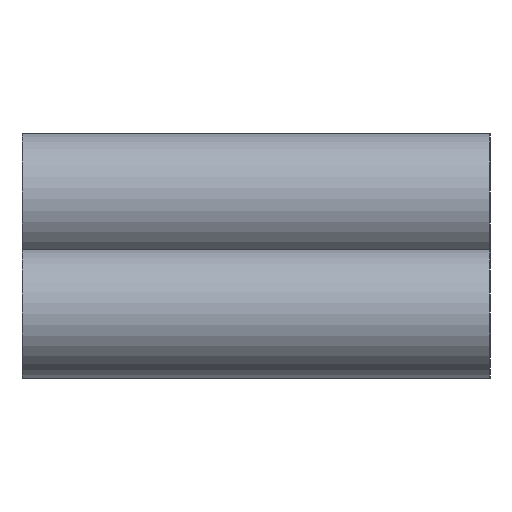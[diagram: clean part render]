
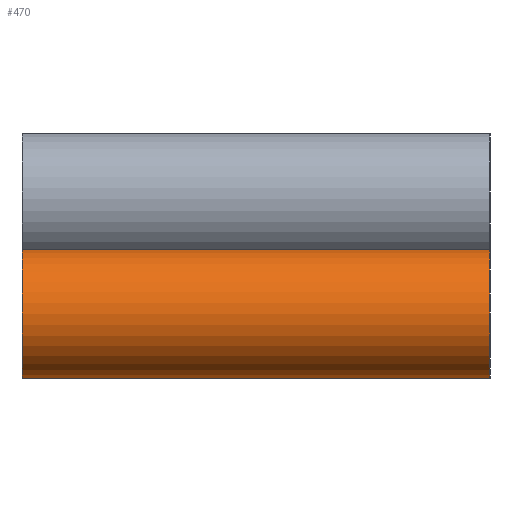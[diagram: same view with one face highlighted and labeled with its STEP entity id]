
A CAD part, left-side view. The second image highlights one B-rep face of the part: STEP entity #470.
In plain terms, the highlighted cylindrical face has radius 9 mm (diameter 18 mm), a full revolution.
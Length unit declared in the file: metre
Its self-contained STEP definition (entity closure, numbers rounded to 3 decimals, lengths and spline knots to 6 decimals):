
#90=ORIENTED_EDGE('',*,*,#170,.F.);
#91=ORIENTED_EDGE('',*,*,#171,.T.);
#170=EDGE_CURVE('',#210,#210,#250,.T.);
#171=EDGE_CURVE('',#211,#211,#251,.T.);
#210=VERTEX_POINT('',#1115);
#211=VERTEX_POINT('',#1117);
#250=CIRCLE('',#754,0.009);
#251=CIRCLE('',#755,0.009);
#290=EDGE_LOOP('',(#90));
#291=EDGE_LOOP('',(#91));
#370=FACE_BOUND('',#290,.T.);
#371=FACE_BOUND('',#291,.T.);
#450=CYLINDRICAL_SURFACE('',#753,0.009);
#470=ADVANCED_FACE('',(#370,#371),#450,.T.);
#753=AXIS2_PLACEMENT_3D('',#1113,#874,#875);
#754=AXIS2_PLACEMENT_3D('',#1114,#876,#877);
#755=AXIS2_PLACEMENT_3D('',#1116,#878,#879);
#874=DIRECTION('',(0.,1.,0.));
#875=DIRECTION('',(0.,0.,1.));
#876=DIRECTION('',(0.,-1.,0.));
#877=DIRECTION('',(0.,0.,-1.));
#878=DIRECTION('',(0.,-1.,0.));
#879=DIRECTION('',(0.,0.,-1.));
#1113=CARTESIAN_POINT('',(0.,-0.065,0.));
#1114=CARTESIAN_POINT('',(0.,-0.065,0.));
#1115=CARTESIAN_POINT('',(0.,-0.065,-0.009));
#1116=CARTESIAN_POINT('',(0.,0.,0.));
#1117=CARTESIAN_POINT('',(0.,0.,-0.009));
